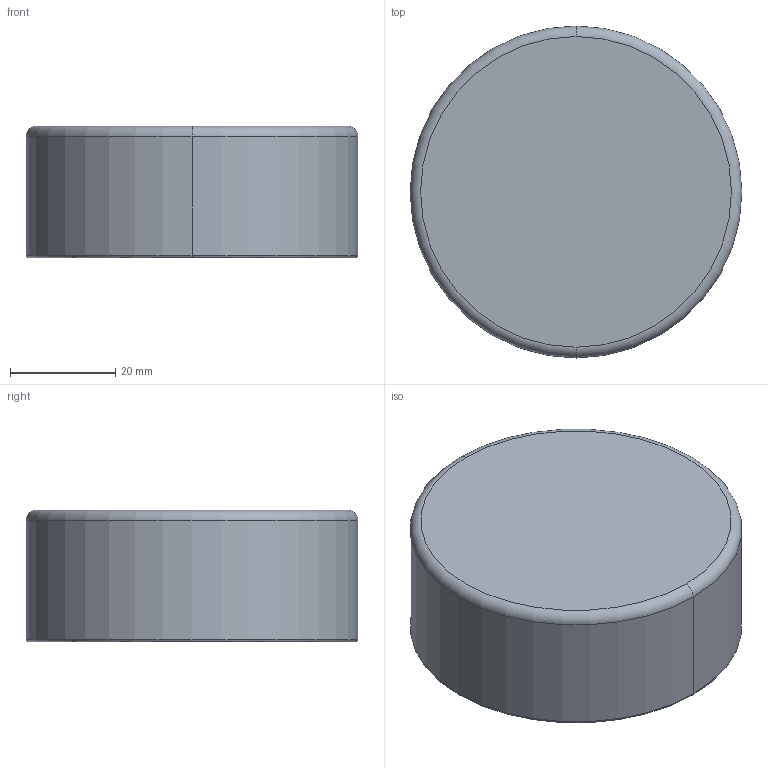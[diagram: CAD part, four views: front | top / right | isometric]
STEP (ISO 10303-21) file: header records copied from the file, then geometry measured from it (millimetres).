
FILE_DESCRIPTION((''),'2;1');
FILE_NAME('SL-Z0005_1607926','2013-10-22T',('vbengel'),(''),'PRO/ENGINEER BY PARAMETRIC TECHNOLOGY CORPORATION, 2012480','PRO/ENGINEER BY PARAMETRIC TECHNOLOGY CORPORATION, 2012480','');
FILE_SCHEMA(('AUTOMOTIVE_DESIGN { 1 0 10303 214 1 1 1 1 }'));
Length unit declared in the file: millimetre
Products named in the file (1): SL-Z0005_1607926
Bounding box: 63 x 63 x 25 mm (x, y, z)
Volume: 18039.4 mm3; surface area: 15422.1 mm2
Topology: 1 solids, 1 shells, 30 faces, 71 edges, 44 vertices
Faces by surface type: cylinder 10, torus 8, bspline 6, plane 4, cone 2
Entity records: 4231 total; most frequent: CARTESIAN_POINT 3427, ORIENTED_EDGE 142, DIRECTION 123, EDGE_CURVE 71, AXIS2_PLACEMENT_3D 53, VERTEX_POINT 44, EDGE_LOOP 31, FACE_OUTER_BOUND 30
